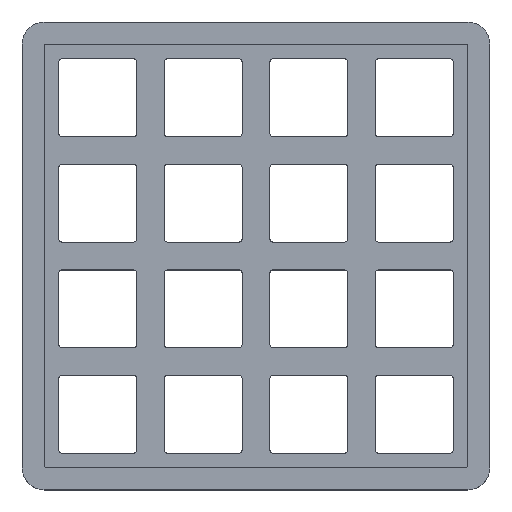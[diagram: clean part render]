
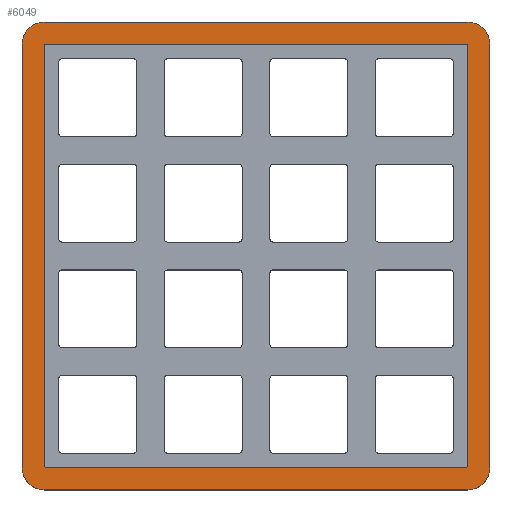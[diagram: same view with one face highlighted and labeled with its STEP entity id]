
A CAD part, top view. The second image highlights one B-rep face of the part: STEP entity #6049.
In plain terms, the highlighted planar face has unit normal (0, 0, 1).
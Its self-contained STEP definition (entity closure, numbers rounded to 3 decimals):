
#71=FACE_BOUND('',#1187,.T.);
#337=CIRCLE('',#6621,0.4);
#339=CIRCLE('',#6625,0.4);
#342=CIRCLE('',#6631,0.4);
#343=CIRCLE('',#6633,0.4);
#344=CIRCLE('',#6635,4.);
#357=CIRCLE('',#6651,4.);
#358=CIRCLE('',#6654,4.);
#359=CIRCLE('',#6657,4.);
#811=FACE_OUTER_BOUND('',#1186,.T.);
#1186=EDGE_LOOP('',(#5475,#5476,#5477,#5478,#5479,#5480,#5481,#5482));
#1187=EDGE_LOOP('',(#5483,#5484,#5485,#5486,#5487,#5488,#5489,#5490));
#1731=LINE('',#10097,#2311);
#1737=LINE('',#10118,#2317);
#1745=LINE('',#10142,#2325);
#1759=LINE('',#10194,#2339);
#1762=LINE('',#10202,#2342);
#1764=LINE('',#10208,#2344);
#1765=LINE('',#10209,#2345);
#1766=LINE('',#10210,#2346);
#2311=VECTOR('',#8308,10.);
#2317=VECTOR('',#8328,10.);
#2325=VECTOR('',#8352,10.);
#2339=VECTOR('',#8396,10.);
#2342=VECTOR('',#8405,10.);
#2344=VECTOR('',#8413,10.);
#2345=VECTOR('',#8414,10.);
#2346=VECTOR('',#8415,10.);
#2893=VERTEX_POINT('',#10087);
#2894=VERTEX_POINT('',#10089);
#2896=VERTEX_POINT('',#10095);
#2899=VERTEX_POINT('',#10102);
#2900=VERTEX_POINT('',#10104);
#2904=VERTEX_POINT('',#10117);
#2905=VERTEX_POINT('',#10121);
#2906=VERTEX_POINT('',#10125);
#2907=VERTEX_POINT('',#10129);
#2908=VERTEX_POINT('',#10130);
#2912=VERTEX_POINT('',#10140);
#2934=VERTEX_POINT('',#10188);
#2935=VERTEX_POINT('',#10192);
#2936=VERTEX_POINT('',#10196);
#2937=VERTEX_POINT('',#10198);
#2938=VERTEX_POINT('',#10204);
#3737=EDGE_CURVE('',#2893,#2894,#337,.T.);
#3741=EDGE_CURVE('',#2893,#2896,#1731,.T.);
#3744=EDGE_CURVE('',#2899,#2900,#339,.T.);
#3751=EDGE_CURVE('',#2904,#2900,#1737,.T.);
#3753=EDGE_CURVE('',#2904,#2905,#342,.T.);
#3756=EDGE_CURVE('',#2906,#2896,#343,.T.);
#3757=EDGE_CURVE('',#2907,#2908,#344,.T.);
#3763=EDGE_CURVE('',#2907,#2912,#1745,.T.);
#3786=EDGE_CURVE('',#2934,#2912,#357,.T.);
#3789=EDGE_CURVE('',#2934,#2935,#1759,.T.);
#3791=EDGE_CURVE('',#2936,#2937,#358,.T.);
#3793=EDGE_CURVE('',#2936,#2908,#1762,.T.);
#3794=EDGE_CURVE('',#2938,#2935,#359,.T.);
#3796=EDGE_CURVE('',#2938,#2937,#1764,.T.);
#3797=EDGE_CURVE('',#2906,#2905,#1765,.T.);
#3798=EDGE_CURVE('',#2899,#2894,#1766,.T.);
#5475=ORIENTED_EDGE('',*,*,#3757,.F.);
#5476=ORIENTED_EDGE('',*,*,#3763,.T.);
#5477=ORIENTED_EDGE('',*,*,#3786,.F.);
#5478=ORIENTED_EDGE('',*,*,#3789,.T.);
#5479=ORIENTED_EDGE('',*,*,#3794,.F.);
#5480=ORIENTED_EDGE('',*,*,#3796,.T.);
#5481=ORIENTED_EDGE('',*,*,#3791,.F.);
#5482=ORIENTED_EDGE('',*,*,#3793,.T.);
#5483=ORIENTED_EDGE('',*,*,#3797,.T.);
#5484=ORIENTED_EDGE('',*,*,#3753,.F.);
#5485=ORIENTED_EDGE('',*,*,#3751,.T.);
#5486=ORIENTED_EDGE('',*,*,#3744,.F.);
#5487=ORIENTED_EDGE('',*,*,#3798,.T.);
#5488=ORIENTED_EDGE('',*,*,#3737,.F.);
#5489=ORIENTED_EDGE('',*,*,#3741,.T.);
#5490=ORIENTED_EDGE('',*,*,#3756,.F.);
#5738=PLANE('',#6658);
#6049=ADVANCED_FACE('',(#811,#71),#5738,.T.);
#6621=AXIS2_PLACEMENT_3D('',#10090,#8301,#8302);
#6625=AXIS2_PLACEMENT_3D('',#10105,#8314,#8315);
#6631=AXIS2_PLACEMENT_3D('',#10122,#8332,#8333);
#6633=AXIS2_PLACEMENT_3D('',#10127,#8338,#8339);
#6635=AXIS2_PLACEMENT_3D('',#10131,#8342,#8343);
#6651=AXIS2_PLACEMENT_3D('',#10189,#8390,#8391);
#6654=AXIS2_PLACEMENT_3D('',#10199,#8400,#8401);
#6657=AXIS2_PLACEMENT_3D('',#10205,#8408,#8409);
#6658=AXIS2_PLACEMENT_3D('',#10207,#8411,#8412);
#8301=DIRECTION('center_axis',(0.,0.,1.));
#8302=DIRECTION('ref_axis',(-0.707,-0.707,0.));
#8308=DIRECTION('',(0.,1.,0.));
#8314=DIRECTION('center_axis',(0.,0.,1.));
#8315=DIRECTION('ref_axis',(0.707,-0.707,0.));
#8328=DIRECTION('',(0.,-1.,0.));
#8332=DIRECTION('center_axis',(0.,0.,1.));
#8333=DIRECTION('ref_axis',(0.707,0.707,0.));
#8338=DIRECTION('center_axis',(0.,0.,1.));
#8339=DIRECTION('ref_axis',(-0.707,0.707,0.));
#8342=DIRECTION('center_axis',(0.,0.,-1.));
#8343=DIRECTION('ref_axis',(-0.707,0.707,0.));
#8352=DIRECTION('',(0.,-1.,0.));
#8390=DIRECTION('center_axis',(0.,0.,-1.));
#8391=DIRECTION('ref_axis',(-0.707,-0.707,0.));
#8396=DIRECTION('',(1.,0.,0.));
#8400=DIRECTION('center_axis',(0.,0.,-1.));
#8401=DIRECTION('ref_axis',(0.707,0.707,0.));
#8405=DIRECTION('',(-1.,0.,0.));
#8408=DIRECTION('center_axis',(0.,0.,-1.));
#8409=DIRECTION('ref_axis',(0.707,-0.707,0.));
#8411=DIRECTION('center_axis',(0.,0.,1.));
#8412=DIRECTION('ref_axis',(1.,0.,0.));
#8413=DIRECTION('',(0.,1.,0.));
#8414=DIRECTION('',(1.,0.,0.));
#8415=DIRECTION('',(-1.,0.,0.));
#10087=CARTESIAN_POINT('',(-0.125,-75.925,7.));
#10089=CARTESIAN_POINT('',(0.275,-76.325,7.));
#10090=CARTESIAN_POINT('Origin',(0.275,-75.925,7.));
#10095=CARTESIAN_POINT('',(-0.125,-0.275,7.));
#10097=CARTESIAN_POINT('',(-0.125,-76.325,7.));
#10102=CARTESIAN_POINT('',(75.925,-76.325,7.));
#10104=CARTESIAN_POINT('',(76.325,-75.925,7.));
#10105=CARTESIAN_POINT('Origin',(75.925,-75.925,7.));
#10117=CARTESIAN_POINT('',(76.325,-0.275,7.));
#10118=CARTESIAN_POINT('',(76.325,0.125,7.));
#10121=CARTESIAN_POINT('',(75.925,0.125,7.));
#10122=CARTESIAN_POINT('Origin',(75.925,-0.275,7.));
#10125=CARTESIAN_POINT('',(0.275,0.125,7.));
#10127=CARTESIAN_POINT('Origin',(0.275,-0.275,7.));
#10129=CARTESIAN_POINT('',(-4.125,0.125,7.));
#10130=CARTESIAN_POINT('',(-0.125,4.125,7.));
#10131=CARTESIAN_POINT('Origin',(-0.125,0.125,7.));
#10140=CARTESIAN_POINT('',(-4.125,-76.325,7.));
#10142=CARTESIAN_POINT('',(-4.125,-80.325,7.));
#10188=CARTESIAN_POINT('',(-0.125,-80.325,7.));
#10189=CARTESIAN_POINT('Origin',(-0.125,-76.325,7.));
#10192=CARTESIAN_POINT('',(76.325,-80.325,7.));
#10194=CARTESIAN_POINT('',(80.325,-80.325,7.));
#10196=CARTESIAN_POINT('',(76.325,4.125,7.));
#10198=CARTESIAN_POINT('',(80.325,0.125,7.));
#10199=CARTESIAN_POINT('Origin',(76.325,0.125,7.));
#10202=CARTESIAN_POINT('',(-4.125,4.125,7.));
#10204=CARTESIAN_POINT('',(80.325,-76.325,7.));
#10205=CARTESIAN_POINT('Origin',(76.325,-76.325,7.));
#10207=CARTESIAN_POINT('Origin',(-0.325,0.325,7.));
#10208=CARTESIAN_POINT('',(80.325,4.125,7.));
#10209=CARTESIAN_POINT('',(-0.125,0.125,7.));
#10210=CARTESIAN_POINT('',(76.325,-76.325,7.));
